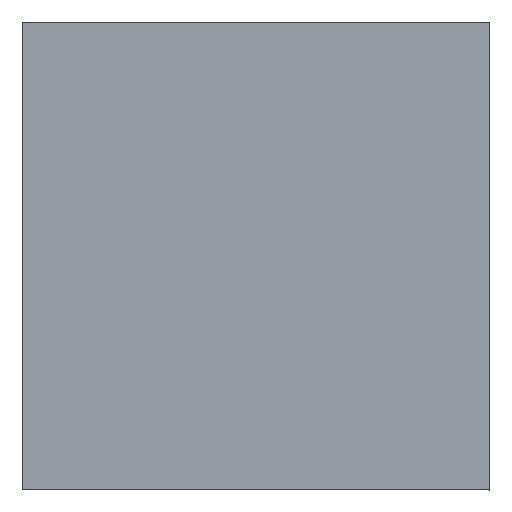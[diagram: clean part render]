
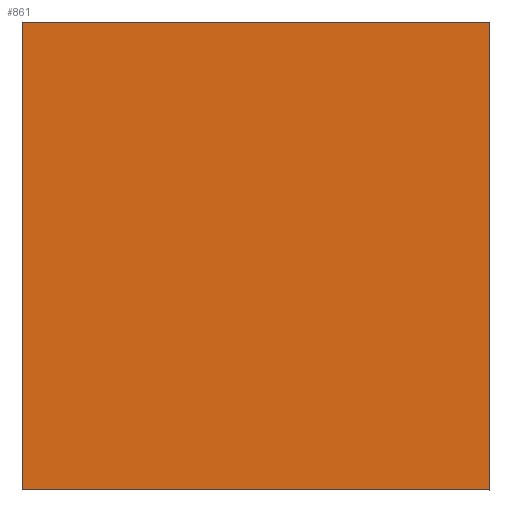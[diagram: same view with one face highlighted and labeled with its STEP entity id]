
A CAD part, top view. The second image highlights one B-rep face of the part: STEP entity #861.
In plain terms, the highlighted planar face has unit normal (0, 0, 1).
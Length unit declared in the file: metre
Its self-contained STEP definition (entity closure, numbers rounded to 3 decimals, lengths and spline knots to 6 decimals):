
#232=ORIENTED_EDGE('',*,*,#364,.T.);
#233=ORIENTED_EDGE('',*,*,#365,.T.);
#234=ORIENTED_EDGE('',*,*,#366,.T.);
#235=ORIENTED_EDGE('',*,*,#367,.T.);
#364=EDGE_CURVE('',#448,#449,#564,.T.);
#365=EDGE_CURVE('',#449,#450,#565,.T.);
#366=EDGE_CURVE('',#450,#451,#566,.T.);
#367=EDGE_CURVE('',#451,#448,#567,.T.);
#448=VERTEX_POINT('',#1359);
#449=VERTEX_POINT('',#1360);
#450=VERTEX_POINT('',#1362);
#451=VERTEX_POINT('',#1364);
#564=LINE('',#1358,#684);
#565=LINE('',#1361,#685);
#566=LINE('',#1363,#686);
#567=LINE('',#1365,#687);
#684=VECTOR('',#1114,1.);
#685=VECTOR('',#1115,1.);
#686=VECTOR('',#1116,1.);
#687=VECTOR('',#1117,1.);
#731=EDGE_LOOP('',(#232,#233,#234,#235));
#775=FACE_BOUND('',#731,.T.);
#818=PLANE('',#917);
#861=ADVANCED_FACE('',(#775),#818,.F.);
#917=AXIS2_PLACEMENT_3D('',#1357,#1112,#1113);
#1112=DIRECTION('',(0.,0.,-1.));
#1113=DIRECTION('',(1.,0.,0.));
#1114=DIRECTION('',(0.,-1.,0.));
#1115=DIRECTION('',(1.,0.,0.));
#1116=DIRECTION('',(0.,1.,0.));
#1117=DIRECTION('',(-1.,0.,0.));
#1357=CARTESIAN_POINT('',(0.,0.,0.0016));
#1358=CARTESIAN_POINT('',(-0.00705,0.,0.0016));
#1359=CARTESIAN_POINT('',(-0.00705,0.00705,0.0016));
#1360=CARTESIAN_POINT('',(-0.00705,-0.00705,0.0016));
#1361=CARTESIAN_POINT('',(0.,-0.00705,0.0016));
#1362=CARTESIAN_POINT('',(0.00705,-0.00705,0.0016));
#1363=CARTESIAN_POINT('',(0.00705,0.007375,0.0016));
#1364=CARTESIAN_POINT('',(0.00705,0.00705,0.0016));
#1365=CARTESIAN_POINT('',(-0.006775,0.00705,0.0016));
